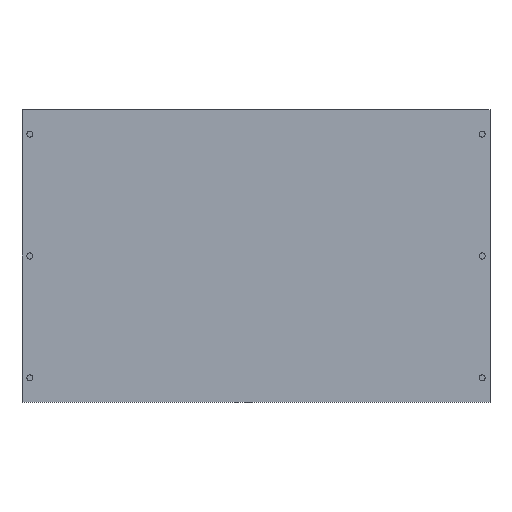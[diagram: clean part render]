
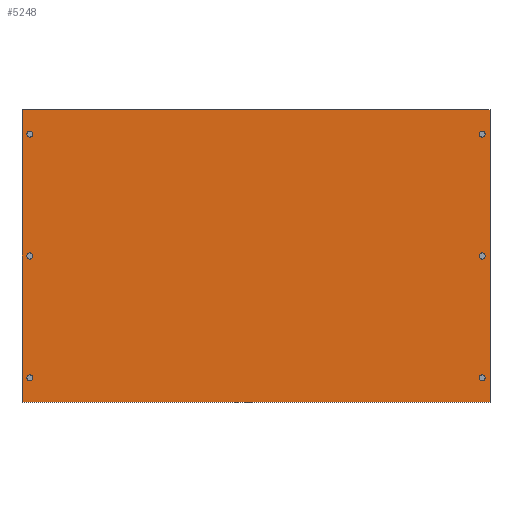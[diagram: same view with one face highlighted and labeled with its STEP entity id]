
A CAD part, front view. The second image highlights one B-rep face of the part: STEP entity #5248.
In plain terms, the highlighted planar face has unit normal (0, -1, 0).
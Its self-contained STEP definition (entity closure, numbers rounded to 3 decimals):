
#69=FACE_BOUND('',#809,.T.);
#70=FACE_BOUND('',#810,.T.);
#71=FACE_BOUND('',#811,.T.);
#72=FACE_BOUND('',#812,.T.);
#73=FACE_BOUND('',#813,.T.);
#74=FACE_BOUND('',#814,.T.);
#222=PLANE('',#5664);
#464=FACE_OUTER_BOUND('',#808,.T.);
#808=EDGE_LOOP('',(#4241,#4242,#4243,#4244));
#809=EDGE_LOOP('',(#4245));
#810=EDGE_LOOP('',(#4246));
#811=EDGE_LOOP('',(#4247));
#812=EDGE_LOOP('',(#4248));
#813=EDGE_LOOP('',(#4249));
#814=EDGE_LOOP('',(#4250));
#1098=LINE('',#7797,#1634);
#1192=LINE('',#8041,#1728);
#1259=LINE('',#8264,#1795);
#1260=LINE('',#8265,#1796);
#1634=VECTOR('',#6234,10.);
#1728=VECTOR('',#6464,10.);
#1795=VECTOR('',#6743,10.);
#1796=VECTOR('',#6744,10.);
#2113=CIRCLE('',#5565,1.25);
#2118=CIRCLE('',#5574,1.25);
#2121=CIRCLE('',#5580,1.25);
#2124=CIRCLE('',#5586,1.25);
#2125=CIRCLE('',#5589,1.25);
#2130=CIRCLE('',#5598,1.25);
#2381=VERTEX_POINT('',#7790);
#2384=VERTEX_POINT('',#7795);
#2463=VERTEX_POINT('',#8034);
#2466=VERTEX_POINT('',#8039);
#2481=VERTEX_POINT('',#8086);
#2486=VERTEX_POINT('',#8103);
#2489=VERTEX_POINT('',#8114);
#2492=VERTEX_POINT('',#8125);
#2493=VERTEX_POINT('',#8130);
#2498=VERTEX_POINT('',#8147);
#2928=EDGE_CURVE('',#2384,#2381,#1098,.T.);
#3044=EDGE_CURVE('',#2466,#2463,#1192,.T.);
#3069=EDGE_CURVE('',#2481,#2481,#2113,.T.);
#3077=EDGE_CURVE('',#2486,#2486,#2118,.T.);
#3082=EDGE_CURVE('',#2489,#2489,#2121,.T.);
#3087=EDGE_CURVE('',#2492,#2492,#2124,.T.);
#3089=EDGE_CURVE('',#2493,#2493,#2125,.T.);
#3097=EDGE_CURVE('',#2498,#2498,#2130,.T.);
#3147=EDGE_CURVE('',#2381,#2466,#1259,.T.);
#3148=EDGE_CURVE('',#2463,#2384,#1260,.T.);
#4241=ORIENTED_EDGE('',*,*,#3147,.F.);
#4242=ORIENTED_EDGE('',*,*,#2928,.F.);
#4243=ORIENTED_EDGE('',*,*,#3148,.F.);
#4244=ORIENTED_EDGE('',*,*,#3044,.F.);
#4245=ORIENTED_EDGE('',*,*,#3069,.T.);
#4246=ORIENTED_EDGE('',*,*,#3077,.T.);
#4247=ORIENTED_EDGE('',*,*,#3082,.T.);
#4248=ORIENTED_EDGE('',*,*,#3087,.T.);
#4249=ORIENTED_EDGE('',*,*,#3089,.T.);
#4250=ORIENTED_EDGE('',*,*,#3097,.T.);
#5248=ADVANCED_FACE('',(#464,#69,#70,#71,#72,#73,#74),#222,.T.);
#5565=AXIS2_PLACEMENT_3D('',#8087,#6501,#6502);
#5574=AXIS2_PLACEMENT_3D('',#8104,#6522,#6523);
#5580=AXIS2_PLACEMENT_3D('',#8115,#6536,#6537);
#5586=AXIS2_PLACEMENT_3D('',#8126,#6550,#6551);
#5589=AXIS2_PLACEMENT_3D('',#8131,#6557,#6558);
#5598=AXIS2_PLACEMENT_3D('',#8148,#6578,#6579);
#5664=AXIS2_PLACEMENT_3D('',#8263,#6741,#6742);
#6234=DIRECTION('',(0.,0.,-1.));
#6464=DIRECTION('',(0.,0.,1.));
#6501=DIRECTION('center_axis',(0.,1.,0.));
#6502=DIRECTION('ref_axis',(1.,0.,0.));
#6522=DIRECTION('center_axis',(0.,1.,0.));
#6523=DIRECTION('ref_axis',(1.,0.,0.));
#6536=DIRECTION('center_axis',(0.,1.,0.));
#6537=DIRECTION('ref_axis',(1.,0.,0.));
#6550=DIRECTION('center_axis',(0.,1.,0.));
#6551=DIRECTION('ref_axis',(1.,0.,0.));
#6557=DIRECTION('center_axis',(0.,1.,0.));
#6558=DIRECTION('ref_axis',(1.,0.,0.));
#6578=DIRECTION('center_axis',(0.,1.,0.));
#6579=DIRECTION('ref_axis',(1.,0.,0.));
#6741=DIRECTION('center_axis',(0.,-1.,0.));
#6742=DIRECTION('ref_axis',(0.,0.,-1.));
#6743=DIRECTION('',(-1.,0.,0.));
#6744=DIRECTION('',(1.,0.,0.));
#7790=CARTESIAN_POINT('',(96.,-8.,-60.));
#7795=CARTESIAN_POINT('',(96.,-8.,60.));
#7797=CARTESIAN_POINT('',(96.,-8.,-55.));
#8034=CARTESIAN_POINT('',(-96.,-8.,60.));
#8039=CARTESIAN_POINT('',(-96.,-8.,-60.));
#8041=CARTESIAN_POINT('',(-96.,-8.,-60.));
#8086=CARTESIAN_POINT('',(91.5,-8.,0.));
#8087=CARTESIAN_POINT('Origin',(92.75,-8.,0.));
#8103=CARTESIAN_POINT('',(91.5,-8.,50.));
#8104=CARTESIAN_POINT('Origin',(92.75,-8.,50.));
#8114=CARTESIAN_POINT('',(-94.,-8.,50.));
#8115=CARTESIAN_POINT('Origin',(-92.75,-8.,50.));
#8125=CARTESIAN_POINT('',(-94.,-8.,0.));
#8126=CARTESIAN_POINT('Origin',(-92.75,-8.,0.));
#8130=CARTESIAN_POINT('',(-94.,-8.,-50.));
#8131=CARTESIAN_POINT('Origin',(-92.75,-8.,-50.));
#8147=CARTESIAN_POINT('',(91.5,-8.,-50.));
#8148=CARTESIAN_POINT('Origin',(92.75,-8.,-50.));
#8263=CARTESIAN_POINT('Origin',(0.,-8.,0.));
#8264=CARTESIAN_POINT('',(-92.5,-8.,-60.));
#8265=CARTESIAN_POINT('',(92.5,-8.,60.));
